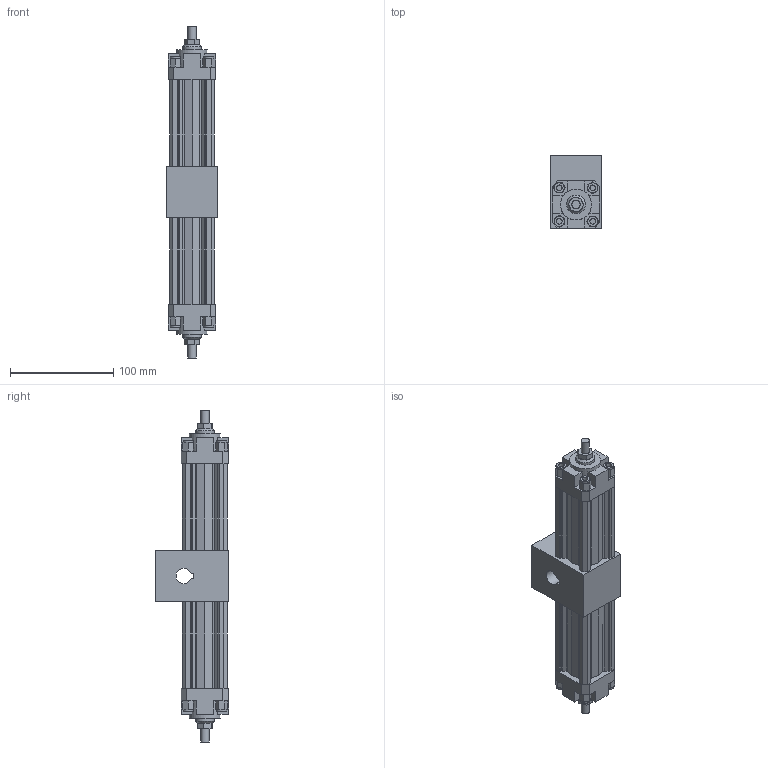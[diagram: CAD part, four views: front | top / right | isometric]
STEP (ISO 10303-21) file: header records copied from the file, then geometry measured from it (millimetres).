
FILE_DESCRIPTION(/* description */ ('CIL.ROTANTE d.32 180Gr. MAGN.'),/* implementation_level */ '2;1');
FILE_NAME(/* name */ '1330_32_180_01R.stp',/* time_stamp */ '2016-01-25T17:50:49+01:00',/* author */ ('locatst1'),/* organization */ ('Pneumax S.p.A.'),/* preprocessor_version */ 'ST-DEVELOPER v15.2',/* originating_system */ 'Autodesk Inventor 2014',/* authorisation */ '');
FILE_SCHEMA (('AUTOMOTIVE_DESIGN { 1 0 10303 214 3 1 1 }'));
Length unit declared in the file: millimetre
Products named in the file (1): 1330_32_180_01R
Bounding box: 50 x 71 x 322 mm (x, y, z)
Volume: 491285.9 mm3; surface area: 86222.3 mm2
Topology: 1 solids, 1 shells, 342 faces, 869 edges, 572 vertices
Faces by surface type: plane 288, cylinder 50, cone 4
Full cylindrical faces by diameter (mm): 4.917 x8, 5.5 x8, 8 x2, 8.566 x2, 9.7 x8, 18 x2, 25 x1, 30 x2
Entity records: 9947 total; most frequent: CARTESIAN_POINT 1727, DIRECTION 1648, ORIENTED_EDGE 1644, EDGE_CURVE 822, LINE 682, VECTOR 682, VERTEX_POINT 562, AXIS2_PLACEMENT_3D 483
